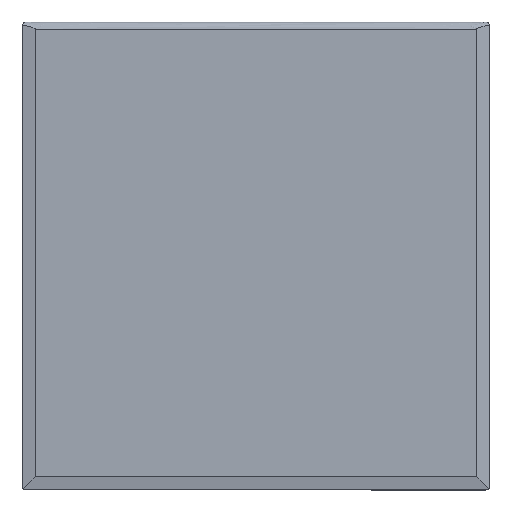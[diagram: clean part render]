
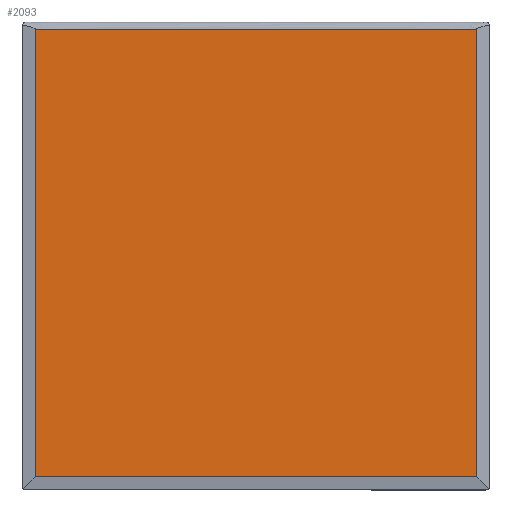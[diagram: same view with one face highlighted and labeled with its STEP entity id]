
A CAD part, top view. The second image highlights one B-rep face of the part: STEP entity #2093.
In plain terms, the highlighted planar face has unit normal (0, 0, 1).
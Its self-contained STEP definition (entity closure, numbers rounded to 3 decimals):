
#325 = VECTOR ( 'NONE', #2465, 1000. ) ;
#605 = DIRECTION ( 'NONE',  ( 0., 0., -1. ) ) ;
#698 = ORIENTED_EDGE ( 'NONE', *, *, #1563, .T. ) ;
#725 = CARTESIAN_POINT ( 'NONE',  ( -50.333, 155., 0. ) ) ;
#786 = VECTOR ( 'NONE', #2560, 1000. ) ;
#788 = DIRECTION ( 'NONE',  ( 1., 0., 0. ) ) ;
#792 = EDGE_CURVE ( 'NONE', #2326, #2324, #1822, .T. ) ;
#1007 = EDGE_CURVE ( 'NONE', #2324, #3508, #2385, .T. ) ;
#1137 = CARTESIAN_POINT ( 'NONE',  ( -151., -151., 0. ) ) ;
#1190 = ORIENTED_EDGE ( 'NONE', *, *, #1263, .T. ) ;
#1230 = PLANE ( 'NONE',  #1667 ) ;
#1250 = DIRECTION ( 'NONE',  ( -1., 0., 0. ) ) ;
#1263 = EDGE_CURVE ( 'NONE', #1376, #2326, #1659, .T. ) ;
#1370 = CARTESIAN_POINT ( 'NONE',  ( 151., 155., 0. ) ) ;
#1376 = VERTEX_POINT ( 'NONE', #1370 ) ;
#1525 = FACE_OUTER_BOUND ( 'NONE', #3829, .T. ) ;
#1563 = EDGE_CURVE ( 'NONE', #3508, #1376, #4083, .T. ) ;
#1659 = B_SPLINE_CURVE_WITH_KNOTS ( 'NONE', 3,
 ( #3807, #2857, #725, #2877 ),
 .UNSPECIFIED., .F., .F.,
 ( 4, 4 ),
 ( 0., 1. ),
 .UNSPECIFIED. ) ;
#1667 = AXIS2_PLACEMENT_3D ( 'NONE', #3737, #605, #1250 ) ;
#1808 = CARTESIAN_POINT ( 'NONE',  ( 151., -151., 0. ) ) ;
#1822 = LINE ( 'NONE', #3066, #786 ) ;
#2093 = ADVANCED_FACE ( 'NONE', ( #1525 ), #1230, .F. ) ;
#2157 = CARTESIAN_POINT ( 'NONE',  ( 151., 157., 0. ) ) ;
#2324 = VERTEX_POINT ( 'NONE', #1137 ) ;
#2326 = VERTEX_POINT ( 'NONE', #3661 ) ;
#2385 = LINE ( 'NONE', #4001, #3779 ) ;
#2465 = DIRECTION ( 'NONE',  ( 0., 1., 0. ) ) ;
#2560 = DIRECTION ( 'NONE',  ( 0., -1., 0. ) ) ;
#2819 = ORIENTED_EDGE ( 'NONE', *, *, #1007, .T. ) ;
#2857 = CARTESIAN_POINT ( 'NONE',  ( 50.333, 155., 0. ) ) ;
#2877 = CARTESIAN_POINT ( 'NONE',  ( -151., 155., 0. ) ) ;
#3011 = ORIENTED_EDGE ( 'NONE', *, *, #792, .T. ) ;
#3066 = CARTESIAN_POINT ( 'NONE',  ( -151., -157., 0. ) ) ;
#3508 = VERTEX_POINT ( 'NONE', #1808 ) ;
#3661 = CARTESIAN_POINT ( 'NONE',  ( -151., 155., 0. ) ) ;
#3737 = CARTESIAN_POINT ( 'NONE',  ( -157., -157., 0. ) ) ;
#3779 = VECTOR ( 'NONE', #788, 1000. ) ;
#3807 = CARTESIAN_POINT ( 'NONE',  ( 151., 155., 0. ) ) ;
#3829 = EDGE_LOOP ( 'NONE', ( #698, #1190, #3011, #2819 ) ) ;
#4001 = CARTESIAN_POINT ( 'NONE',  ( 157., -151., 0. ) ) ;
#4083 = LINE ( 'NONE', #2157, #325 ) ;
